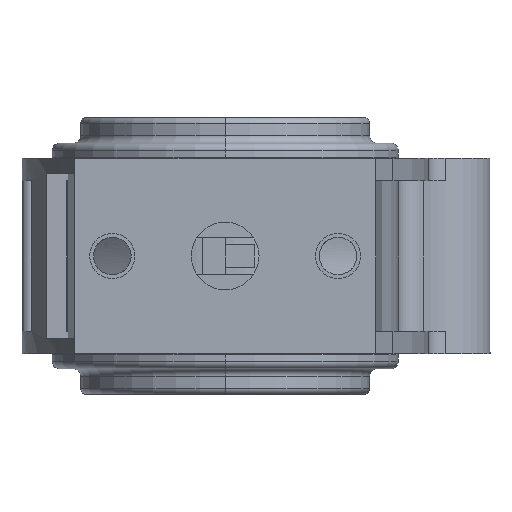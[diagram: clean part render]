
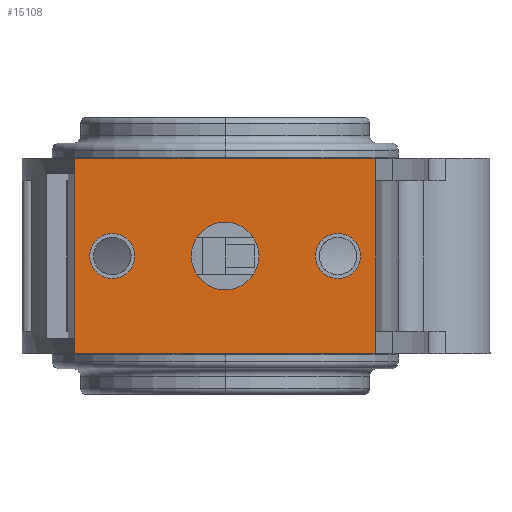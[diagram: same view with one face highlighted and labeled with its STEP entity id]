
A CAD part, front view. The second image highlights one B-rep face of the part: STEP entity #15108.
In plain terms, the highlighted planar face has unit normal (0, -1, 0).
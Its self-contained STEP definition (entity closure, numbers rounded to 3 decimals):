
#41 = CARTESIAN_POINT ( 'NONE',  ( -20., 0., 13. ) ) ;
#52 = VECTOR ( 'NONE', #8433, 1000. ) ;
#85 = AXIS2_PLACEMENT_3D ( 'NONE', #14058, #1290, #15305 ) ;
#327 = ORIENTED_EDGE ( 'NONE', *, *, #6342, .T. ) ;
#438 = EDGE_CURVE ( 'NONE', #14602, #537, #4561, .T. ) ;
#537 = VERTEX_POINT ( 'NONE', #4829 ) ;
#567 = FACE_OUTER_BOUND ( 'NONE', #10624, .T. ) ;
#593 = AXIS2_PLACEMENT_3D ( 'NONE', #12427, #13497, #3472 ) ;
#731 = CARTESIAN_POINT ( 'NONE',  ( -20., 0., 13. ) ) ;
#1080 = EDGE_CURVE ( 'NONE', #537, #14602, #12233, .T. ) ;
#1193 = CARTESIAN_POINT ( 'NONE',  ( 20., 0., 13. ) ) ;
#1275 = ORIENTED_EDGE ( 'NONE', *, *, #2636, .T. ) ;
#1290 = DIRECTION ( 'NONE',  ( 0., 1., 0. ) ) ;
#1475 = AXIS2_PLACEMENT_3D ( 'NONE', #13433, #4554, #15012 ) ;
#1624 = VERTEX_POINT ( 'NONE', #41 ) ;
#1678 = CARTESIAN_POINT ( 'NONE',  ( -15., 0., 3. ) ) ;
#2284 = ORIENTED_EDGE ( 'NONE', *, *, #5394, .T. ) ;
#2609 = EDGE_CURVE ( 'NONE', #8217, #13008, #5758, .T. ) ;
#2636 = EDGE_CURVE ( 'NONE', #9660, #13544, #4200, .T. ) ;
#2760 = ORIENTED_EDGE ( 'NONE', *, *, #12044, .T. ) ;
#2789 = DIRECTION ( 'NONE',  ( 0., 0., 1. ) ) ;
#2815 = CIRCLE ( 'NONE', #12079, 4.5 ) ;
#2895 = CARTESIAN_POINT ( 'NONE',  ( 20., 0., 10. ) ) ;
#2912 = EDGE_CURVE ( 'NONE', #13377, #10341, #13845, .T. ) ;
#3046 = CARTESIAN_POINT ( 'NONE',  ( 20., 0., 13. ) ) ;
#3218 = CARTESIAN_POINT ( 'NONE',  ( 20., 0., -10. ) ) ;
#3222 = DIRECTION ( 'NONE',  ( 1., 0., 0. ) ) ;
#3335 = CARTESIAN_POINT ( 'NONE',  ( -20., 0., -11. ) ) ;
#3386 = FACE_BOUND ( 'NONE', #15254, .T. ) ;
#3432 = VERTEX_POINT ( 'NONE', #7368 ) ;
#3472 = DIRECTION ( 'NONE',  ( 0., 0., -1. ) ) ;
#3601 = DIRECTION ( 'NONE',  ( 0., 1., 0. ) ) ;
#3616 = EDGE_CURVE ( 'NONE', #10341, #13377, #15511, .T. ) ;
#3751 = DIRECTION ( 'NONE',  ( 0., 0., -1. ) ) ;
#3912 = VERTEX_POINT ( 'NONE', #8484 ) ;
#4057 = EDGE_CURVE ( 'NONE', #7109, #3432, #2815, .T. ) ;
#4200 = LINE ( 'NONE', #4281, #6154 ) ;
#4281 = CARTESIAN_POINT ( 'NONE',  ( -20., 0., 13. ) ) ;
#4554 = DIRECTION ( 'NONE',  ( 0., 1., 0. ) ) ;
#4561 = CIRCLE ( 'NONE', #13309, 3. ) ;
#4648 = DIRECTION ( 'NONE',  ( 0., 0., -1. ) ) ;
#4651 = CARTESIAN_POINT ( 'NONE',  ( -20., 0., 13. ) ) ;
#4689 = CARTESIAN_POINT ( 'NONE',  ( -20., 0., -13. ) ) ;
#4829 = CARTESIAN_POINT ( 'NONE',  ( 15., 0., -3. ) ) ;
#4838 = CARTESIAN_POINT ( 'NONE',  ( 0., 0., -4.5 ) ) ;
#5394 = EDGE_CURVE ( 'NONE', #1624, #9660, #13444, .T. ) ;
#5416 = VECTOR ( 'NONE', #3222, 1000. ) ;
#5456 = AXIS2_PLACEMENT_3D ( 'NONE', #13171, #10835, #10760 ) ;
#5747 = CARTESIAN_POINT ( 'NONE',  ( -20., 0., 11. ) ) ;
#5758 = LINE ( 'NONE', #6767, #5416 ) ;
#6154 = VECTOR ( 'NONE', #13163, 1000. ) ;
#6187 = VERTEX_POINT ( 'NONE', #2895 ) ;
#6226 = DIRECTION ( 'NONE',  ( 0., 0., -1. ) ) ;
#6245 = LINE ( 'NONE', #11321, #12137 ) ;
#6322 = CARTESIAN_POINT ( 'NONE',  ( -15., 0., 0. ) ) ;
#6342 = EDGE_CURVE ( 'NONE', #6187, #3912, #6245, .T. ) ;
#6414 = DIRECTION ( 'NONE',  ( 0., 1., 0. ) ) ;
#6521 = EDGE_CURVE ( 'NONE', #8217, #13544, #16105, .T. ) ;
#6767 = CARTESIAN_POINT ( 'NONE',  ( 0., 0., -13. ) ) ;
#6834 = DIRECTION ( 'NONE',  ( 0., 0., 1. ) ) ;
#7109 = VERTEX_POINT ( 'NONE', #4838 ) ;
#7366 = VECTOR ( 'NONE', #6834, 1000. ) ;
#7368 = CARTESIAN_POINT ( 'NONE',  ( 0., 0., 4.5 ) ) ;
#7385 = CARTESIAN_POINT ( 'NONE',  ( -15., 0., -3. ) ) ;
#7486 = DIRECTION ( 'NONE',  ( 0., 0., -1. ) ) ;
#7666 = DIRECTION ( 'NONE',  ( 0., 0., -1. ) ) ;
#8217 = VERTEX_POINT ( 'NONE', #4689 ) ;
#8336 = ORIENTED_EDGE ( 'NONE', *, *, #3616, .T. ) ;
#8433 = DIRECTION ( 'NONE',  ( -1., 0., 0. ) ) ;
#8446 = CARTESIAN_POINT ( 'NONE',  ( 20., 0., -13. ) ) ;
#8484 = CARTESIAN_POINT ( 'NONE',  ( 20., 0., 13. ) ) ;
#8612 = EDGE_CURVE ( 'NONE', #14565, #6187, #10330, .T. ) ;
#8796 = EDGE_CURVE ( 'NONE', #14565, #13008, #12552, .T. ) ;
#8891 = ORIENTED_EDGE ( 'NONE', *, *, #2912, .T. ) ;
#8970 = ORIENTED_EDGE ( 'NONE', *, *, #8612, .T. ) ;
#9050 = ORIENTED_EDGE ( 'NONE', *, *, #1080, .T. ) ;
#9118 = EDGE_LOOP ( 'NONE', ( #9050, #14304 ) ) ;
#9428 = AXIS2_PLACEMENT_3D ( 'NONE', #6322, #6414, #7666 ) ;
#9574 = ORIENTED_EDGE ( 'NONE', *, *, #8796, .F. ) ;
#9660 = VERTEX_POINT ( 'NONE', #5747 ) ;
#10330 = LINE ( 'NONE', #3046, #11155 ) ;
#10341 = VERTEX_POINT ( 'NONE', #7385 ) ;
#10624 = EDGE_LOOP ( 'NONE', ( #327, #2760, #2284, #1275, #14790, #12541, #9574, #8970 ) ) ;
#10760 = DIRECTION ( 'NONE',  ( 0., 0., -1. ) ) ;
#10835 = DIRECTION ( 'NONE',  ( 0., -1., 0. ) ) ;
#10960 = ORIENTED_EDGE ( 'NONE', *, *, #4057, .T. ) ;
#11155 = VECTOR ( 'NONE', #2789, 1000. ) ;
#11321 = CARTESIAN_POINT ( 'NONE',  ( 20., 0., 13. ) ) ;
#12044 = EDGE_CURVE ( 'NONE', #3912, #1624, #13250, .T. ) ;
#12079 = AXIS2_PLACEMENT_3D ( 'NONE', #12548, #3601, #3751 ) ;
#12137 = VECTOR ( 'NONE', #16380, 1000. ) ;
#12233 = CIRCLE ( 'NONE', #593, 3. ) ;
#12427 = CARTESIAN_POINT ( 'NONE',  ( 15., 0., 0. ) ) ;
#12541 = ORIENTED_EDGE ( 'NONE', *, *, #2609, .T. ) ;
#12548 = CARTESIAN_POINT ( 'NONE',  ( 0., 0., 0. ) ) ;
#12552 = LINE ( 'NONE', #1193, #15934 ) ;
#13008 = VERTEX_POINT ( 'NONE', #8446 ) ;
#13163 = DIRECTION ( 'NONE',  ( 0., 0., -1. ) ) ;
#13171 = CARTESIAN_POINT ( 'NONE',  ( -20., 0., 13. ) ) ;
#13247 = FACE_BOUND ( 'NONE', #9118, .T. ) ;
#13250 = LINE ( 'NONE', #731, #52 ) ;
#13309 = AXIS2_PLACEMENT_3D ( 'NONE', #16277, #14802, #7486 ) ;
#13377 = VERTEX_POINT ( 'NONE', #1678 ) ;
#13433 = CARTESIAN_POINT ( 'NONE',  ( 0., 0., 0. ) ) ;
#13444 = LINE ( 'NONE', #16100, #13456 ) ;
#13456 = VECTOR ( 'NONE', #4648, 1000. ) ;
#13497 = DIRECTION ( 'NONE',  ( 0., 1., 0. ) ) ;
#13509 = EDGE_CURVE ( 'NONE', #3432, #7109, #15472, .T. ) ;
#13544 = VERTEX_POINT ( 'NONE', #3335 ) ;
#13564 = CARTESIAN_POINT ( 'NONE',  ( 15., 0., 3. ) ) ;
#13845 = CIRCLE ( 'NONE', #85, 3. ) ;
#14058 = CARTESIAN_POINT ( 'NONE',  ( -15., 0., 0. ) ) ;
#14304 = ORIENTED_EDGE ( 'NONE', *, *, #438, .T. ) ;
#14565 = VERTEX_POINT ( 'NONE', #3218 ) ;
#14602 = VERTEX_POINT ( 'NONE', #13564 ) ;
#14660 = PLANE ( 'NONE',  #5456 ) ;
#14790 = ORIENTED_EDGE ( 'NONE', *, *, #6521, .F. ) ;
#14802 = DIRECTION ( 'NONE',  ( 0., 1., 0. ) ) ;
#14894 = EDGE_LOOP ( 'NONE', ( #10960, #16347 ) ) ;
#15012 = DIRECTION ( 'NONE',  ( 0., 0., -1. ) ) ;
#15108 = ADVANCED_FACE ( 'NONE', ( #567, #13247, #3386, #16065 ), #14660, .T. ) ;
#15254 = EDGE_LOOP ( 'NONE', ( #8336, #8891 ) ) ;
#15305 = DIRECTION ( 'NONE',  ( 0., 0., -1. ) ) ;
#15472 = CIRCLE ( 'NONE', #1475, 4.5 ) ;
#15511 = CIRCLE ( 'NONE', #9428, 3. ) ;
#15934 = VECTOR ( 'NONE', #6226, 1000. ) ;
#16065 = FACE_BOUND ( 'NONE', #14894, .T. ) ;
#16100 = CARTESIAN_POINT ( 'NONE',  ( -20., 0., 13. ) ) ;
#16105 = LINE ( 'NONE', #4651, #7366 ) ;
#16277 = CARTESIAN_POINT ( 'NONE',  ( 15., 0., 0. ) ) ;
#16347 = ORIENTED_EDGE ( 'NONE', *, *, #13509, .T. ) ;
#16380 = DIRECTION ( 'NONE',  ( 0., 0., 1. ) ) ;
